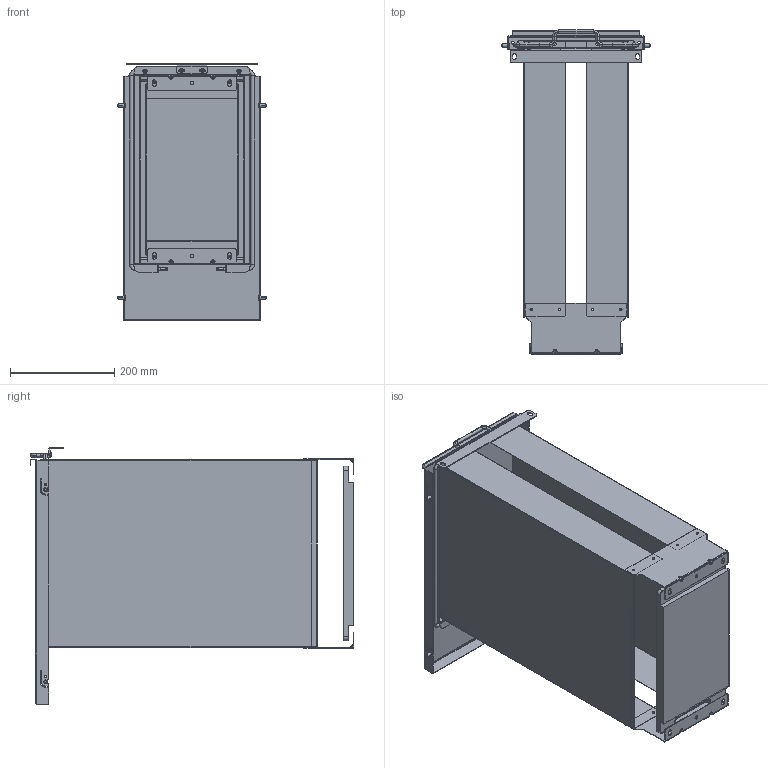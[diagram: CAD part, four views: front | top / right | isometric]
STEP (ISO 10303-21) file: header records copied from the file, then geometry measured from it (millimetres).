
FILE_DESCRIPTION(('STEP AP214'),'1');
FILE_NAME('8012378_V Cox Giallo.STP','2024-08-13T09:18:38',(' '),(' '),'Spatial InterOp 3D',' ',' ');
FILE_SCHEMA(('AUTOMOTIVE_DESIGN { 1 0 10303 214 1 1 1 1 }'));
Length unit declared in the file: millimetre
Products named in the file (1): 3D-Objekt
Bounding box: 284 x 620.1 x 493 mm (x, y, z)
Volume: 910934.5 mm3; surface area: 1783114.9 mm2
Topology: 16 solids, 22 shells, 1102 faces, 2735 edges, 1684 vertices
Faces by surface type: plane 539, cylinder 435, torus 56, sphere 24, bspline 24, cone 24
Entity records: 35958 total; most frequent: CARTESIAN_POINT 7753, DIRECTION 5839, ORIENTED_EDGE 5454, EDGE_CURVE 2727, AXIS2_PLACEMENT_3D 2100, VERTEX_POINT 1684, LINE 1639, VECTOR 1639
